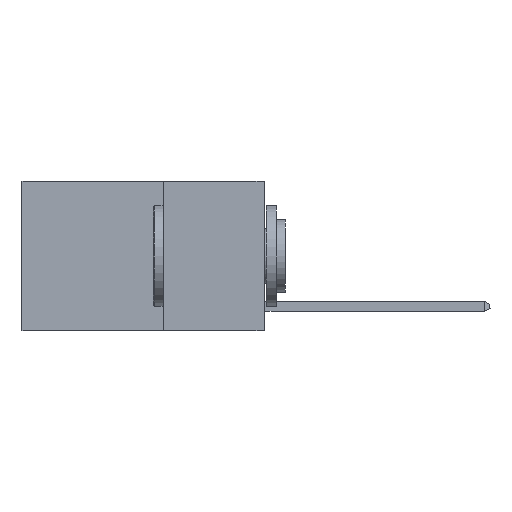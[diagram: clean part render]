
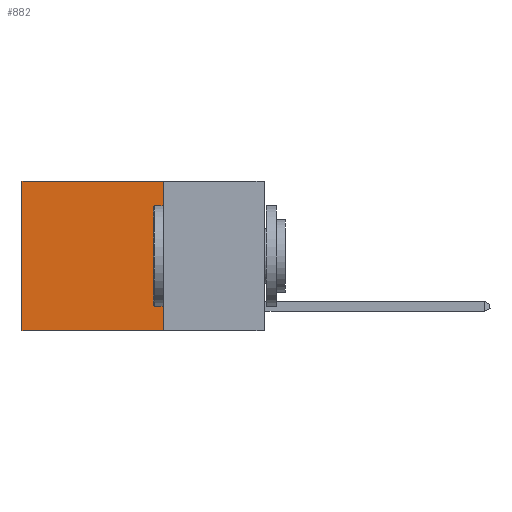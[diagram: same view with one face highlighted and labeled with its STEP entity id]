
A CAD part, left-side view. The second image highlights one B-rep face of the part: STEP entity #882.
In plain terms, the highlighted planar face has unit normal (-1, 0, 0).
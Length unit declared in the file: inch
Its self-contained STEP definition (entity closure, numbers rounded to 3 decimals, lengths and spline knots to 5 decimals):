
#232 = DIRECTION ( 'NONE',  ( 1., 0., 0. ) ) ;
#362 = ORIENTED_EDGE ( 'NONE', *, *, #1546, .T. ) ;
#470 = EDGE_CURVE ( 'NONE', #4142, #3378, #3750, .T. ) ;
#771 = EDGE_LOOP ( 'NONE', ( #362, #772, #5746, #6998 ) ) ;
#772 = ORIENTED_EDGE ( 'NONE', *, *, #2176, .F. ) ;
#882 = ADVANCED_FACE ( 'NONE', ( #5903 ), #9976, .F. ) ;
#1546 = EDGE_CURVE ( 'NONE', #12730, #13908, #6384, .T. ) ;
#2064 = CARTESIAN_POINT ( 'NONE',  ( 0.2625, 0.6, 0. ) ) ;
#2176 = EDGE_CURVE ( 'NONE', #3378, #13908, #7820, .T. ) ;
#2667 = CARTESIAN_POINT ( 'NONE',  ( 0.2625, 0.25, -0.37 ) ) ;
#3212 = DIRECTION ( 'NONE',  ( 0., 0., -1. ) ) ;
#3294 = VECTOR ( 'NONE', #11200, 39.37008 ) ;
#3378 = VERTEX_POINT ( 'NONE', #8851 ) ;
#3750 = LINE ( 'NONE', #10212, #5046 ) ;
#4142 = VERTEX_POINT ( 'NONE', #6801 ) ;
#5046 = VECTOR ( 'NONE', #8051, 39.37008 ) ;
#5684 = CARTESIAN_POINT ( 'NONE',  ( 0.2625, 0.25, 0. ) ) ;
#5746 = ORIENTED_EDGE ( 'NONE', *, *, #470, .F. ) ;
#5903 = FACE_OUTER_BOUND ( 'NONE', #771, .T. ) ;
#6384 = LINE ( 'NONE', #2064, #6639 ) ;
#6639 = VECTOR ( 'NONE', #3212, 39.37008 ) ;
#6801 = CARTESIAN_POINT ( 'NONE',  ( 0.2625, 0.25, 0. ) ) ;
#6998 = ORIENTED_EDGE ( 'NONE', *, *, #10100, .T. ) ;
#7528 = CARTESIAN_POINT ( 'NONE',  ( 0.2625, 0.6, -0.37 ) ) ;
#7771 = LINE ( 'NONE', #7992, #3294 ) ;
#7820 = LINE ( 'NONE', #2667, #10984 ) ;
#7992 = CARTESIAN_POINT ( 'NONE',  ( 0.2625, 0.25, 0. ) ) ;
#8051 = DIRECTION ( 'NONE',  ( 0., 0., -1. ) ) ;
#8456 = AXIS2_PLACEMENT_3D ( 'NONE', #5684, #232, #12309 ) ;
#8851 = CARTESIAN_POINT ( 'NONE',  ( 0.2625, 0.25, -0.37 ) ) ;
#9197 = DIRECTION ( 'NONE',  ( 0., 1., 0. ) ) ;
#9976 = PLANE ( 'NONE',  #8456 ) ;
#10100 = EDGE_CURVE ( 'NONE', #4142, #12730, #7771, .T. ) ;
#10212 = CARTESIAN_POINT ( 'NONE',  ( 0.2625, 0.25, 0. ) ) ;
#10984 = VECTOR ( 'NONE', #9197, 39.37008 ) ;
#11200 = DIRECTION ( 'NONE',  ( 0., 1., 0. ) ) ;
#12085 = CARTESIAN_POINT ( 'NONE',  ( 0.2625, 0.6, 0. ) ) ;
#12309 = DIRECTION ( 'NONE',  ( 0., 0., -1. ) ) ;
#12730 = VERTEX_POINT ( 'NONE', #12085 ) ;
#13908 = VERTEX_POINT ( 'NONE', #7528 ) ;
